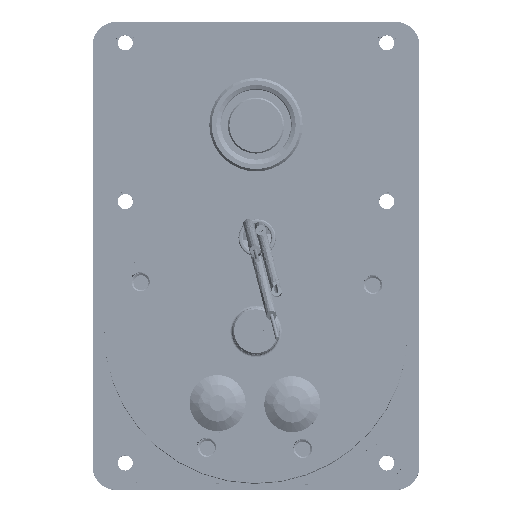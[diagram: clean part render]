
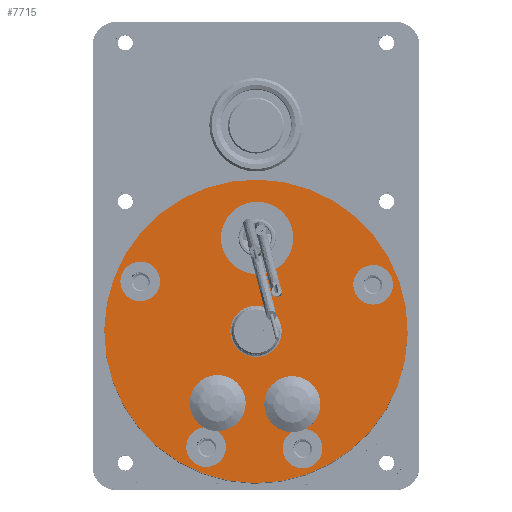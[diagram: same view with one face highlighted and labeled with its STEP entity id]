
A CAD part, top view. The second image highlights one B-rep face of the part: STEP entity #7715.
In plain terms, the highlighted face is planar.
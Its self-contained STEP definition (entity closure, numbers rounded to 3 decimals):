
#7108=CARTESIAN_POINT('',(6.487,-32.5,0.0));
#7109=VERTEX_POINT('',#7108);
#7110=CARTESIAN_POINT('',(6.487,0.0,0.0));
#7111=DIRECTION('',(-1.0,0.0,0.0));
#7112=DIRECTION('',(0.0,-1.0,0.0));
#7113=AXIS2_PLACEMENT_3D('',#7110,#7111,#7112);
#7114=CIRCLE('',#7113,32.5);
#7115=EDGE_CURVE('',#7109,#7109,#7114,.T.);
#7177=CARTESIAN_POINT('',(6.487,10.329,29.196));
#7178=VERTEX_POINT('',#7177);
#7179=CARTESIAN_POINT('',(6.487,10.329,24.946));
#7180=DIRECTION('',(1.0,0.0,0.0));
#7181=DIRECTION('',(0.0,0.0,1.0));
#7182=AXIS2_PLACEMENT_3D('',#7179,#7180,#7181);
#7183=CIRCLE('',#7182,4.25);
#7184=EDGE_CURVE('',#7178,#7178,#7183,.T.);
#7287=CARTESIAN_POINT('',(6.487,10.329,-20.696));
#7288=VERTEX_POINT('',#7287);
#7289=CARTESIAN_POINT('',(6.487,10.329,-24.946));
#7290=DIRECTION('',(1.0,0.0,0.0));
#7291=DIRECTION('',(0.0,0.0,1.0));
#7292=AXIS2_PLACEMENT_3D('',#7289,#7290,#7291);
#7293=CIRCLE('',#7292,4.25);
#7294=EDGE_CURVE('',#7288,#7288,#7293,.T.);
#7397=CARTESIAN_POINT('',(6.487,-24.946,-6.079));
#7398=VERTEX_POINT('',#7397);
#7399=CARTESIAN_POINT('',(6.487,-24.946,-10.329));
#7400=DIRECTION('',(1.0,0.0,0.0));
#7401=DIRECTION('',(0.0,0.0,1.0));
#7402=AXIS2_PLACEMENT_3D('',#7399,#7400,#7401);
#7403=CIRCLE('',#7402,4.25);
#7404=EDGE_CURVE('',#7398,#7398,#7403,.T.);
#7507=CARTESIAN_POINT('',(6.487,-24.946,14.579));
#7508=VERTEX_POINT('',#7507);
#7509=CARTESIAN_POINT('',(6.487,-24.946,10.329));
#7510=DIRECTION('',(1.0,0.0,0.0));
#7511=DIRECTION('',(0.0,0.0,1.0));
#7512=AXIS2_PLACEMENT_3D('',#7509,#7510,#7511);
#7513=CIRCLE('',#7512,4.25);
#7514=EDGE_CURVE('',#7508,#7508,#7513,.T.);
#7627=CARTESIAN_POINT('',(6.487,-15.5,-3.45));
#7628=VERTEX_POINT('',#7627);
#7629=CARTESIAN_POINT('',(6.487,-15.5,-8.));
#7630=DIRECTION('',(-1.0,0.0,0.0));
#7631=DIRECTION('',(0.0,0.0,-1.0));
#7632=AXIS2_PLACEMENT_3D('',#7629,#7630,#7631);
#7633=CIRCLE('',#7632,4.55);
#7634=EDGE_CURVE('',#7628,#7628,#7633,.T.);
#7659=CARTESIAN_POINT('',(6.487,-18.75,0.0));
#7660=DIRECTION('',(-1.0,0.0,0.0));
#7661=DIRECTION('',(0.0,0.0,1.0));
#7662=AXIS2_PLACEMENT_3D('',#7659,#7660,#7661);
#7663=PLANE('',#7662);
#7664=ORIENTED_EDGE('',*,*,#7115,.T.);
#7665=EDGE_LOOP('',(#7664));
#7666=FACE_OUTER_BOUND('',#7665,.T.);
#7667=ORIENTED_EDGE('',*,*,#7184,.T.);
#7668=EDGE_LOOP('',(#7667));
#7669=FACE_BOUND('',#7668,.T.);
#7670=ORIENTED_EDGE('',*,*,#7294,.T.);
#7671=EDGE_LOOP('',(#7670));
#7672=FACE_BOUND('',#7671,.T.);
#7673=ORIENTED_EDGE('',*,*,#7404,.T.);
#7674=EDGE_LOOP('',(#7673));
#7675=FACE_BOUND('',#7674,.T.);
#7676=ORIENTED_EDGE('',*,*,#7514,.T.);
#7677=EDGE_LOOP('',(#7676));
#7678=FACE_BOUND('',#7677,.T.);
#7679=CARTESIAN_POINT('',(6.487,20.0,7.711));
#7680=VERTEX_POINT('',#7679);
#7681=CARTESIAN_POINT('',(6.487,20.0,-0.039));
#7682=DIRECTION('',(1.0,0.0,0.0));
#7683=DIRECTION('',(0.0,0.0,-1.0));
#7684=AXIS2_PLACEMENT_3D('',#7681,#7682,#7683);
#7685=CIRCLE('',#7684,7.75);
#7686=EDGE_CURVE('',#7680,#7680,#7685,.T.);
#7687=ORIENTED_EDGE('',*,*,#7686,.T.);
#7688=EDGE_LOOP('',(#7687));
#7689=FACE_BOUND('',#7688,.T.);
#7690=CARTESIAN_POINT('',(6.487,-5.5,0.0));
#7691=VERTEX_POINT('',#7690);
#7692=CARTESIAN_POINT('',(6.487,0.0,0.0));
#7693=DIRECTION('',(-1.0,0.0,0.0));
#7694=DIRECTION('',(0.0,1.0,0.0));
#7695=AXIS2_PLACEMENT_3D('',#7692,#7693,#7694);
#7696=CIRCLE('',#7695,5.5);
#7697=EDGE_CURVE('',#7691,#7691,#7696,.T.);
#7698=ORIENTED_EDGE('',*,*,#7697,.F.);
#7699=EDGE_LOOP('',(#7698));
#7700=FACE_BOUND('',#7699,.T.);
#7701=CARTESIAN_POINT('',(6.487,-15.5,12.25));
#7702=VERTEX_POINT('',#7701);
#7703=CARTESIAN_POINT('',(6.487,-15.5,8.));
#7704=DIRECTION('',(1.0,0.0,0.0));
#7705=DIRECTION('',(0.0,0.0,-1.0));
#7706=AXIS2_PLACEMENT_3D('',#7703,#7704,#7705);
#7707=CIRCLE('',#7706,4.25);
#7708=EDGE_CURVE('',#7702,#7702,#7707,.T.);
#7709=ORIENTED_EDGE('',*,*,#7708,.T.);
#7710=EDGE_LOOP('',(#7709));
#7711=FACE_BOUND('',#7710,.T.);
#7712=ORIENTED_EDGE('',*,*,#7634,.F.);
#7713=EDGE_LOOP('',(#7712));
#7714=FACE_BOUND('',#7713,.T.);
#7715=ADVANCED_FACE('',(#7666,#7669,#7672,#7675,#7678,#7689,#7700,#7711,#7714),#7663,.T.);
